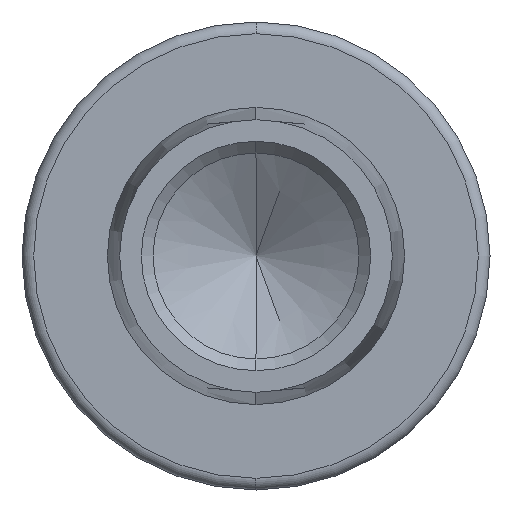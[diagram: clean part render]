
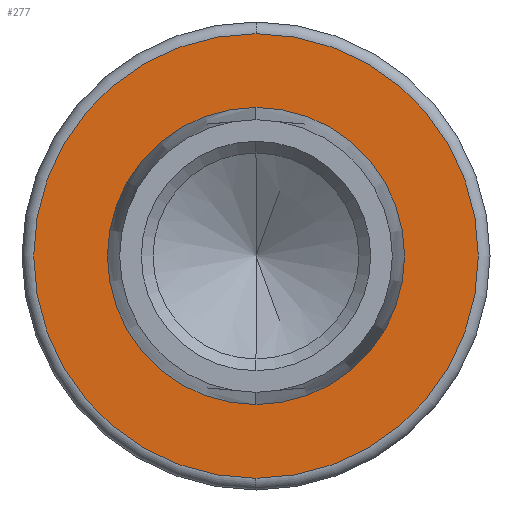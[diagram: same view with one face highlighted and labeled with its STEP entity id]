
A CAD part, left-side view. The second image highlights one B-rep face of the part: STEP entity #277.
In plain terms, the highlighted planar face has unit normal (-1, 0, 0).
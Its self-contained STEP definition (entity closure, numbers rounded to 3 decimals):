
#11 = CARTESIAN_POINT ( 'NONE',  ( 32., 0., 4.75 ) ) ;
#34 = DIRECTION ( 'NONE',  ( 0., 0., -1. ) ) ;
#48 = CARTESIAN_POINT ( 'NONE',  ( 32., 0., 0. ) ) ;
#87 = DIRECTION ( 'NONE',  ( 0., 0., 1. ) ) ;
#122 = CARTESIAN_POINT ( 'NONE',  ( 32., 0., 0. ) ) ;
#136 = EDGE_CURVE ( 'NONE', #579, #343, #506, .T. ) ;
#147 = EDGE_CURVE ( 'NONE', #343, #579, #292, .T. ) ;
#153 = CIRCLE ( 'NONE', #162, 3.175 ) ;
#160 = DIRECTION ( 'NONE',  ( -1., 0., 0. ) ) ;
#162 = AXIS2_PLACEMENT_3D ( 'NONE', #48, #233, #34 ) ;
#179 = DIRECTION ( 'NONE',  ( 1., 0., 0. ) ) ;
#233 = DIRECTION ( 'NONE',  ( 1., 0., 0. ) ) ;
#254 = DIRECTION ( 'NONE',  ( 0., 0., -1. ) ) ;
#255 = CARTESIAN_POINT ( 'NONE',  ( 32., 0., 0. ) ) ;
#271 = AXIS2_PLACEMENT_3D ( 'NONE', #255, #160, #583 ) ;
#277 = ADVANCED_FACE ( 'NONE', ( #519, #466 ), #462, .T. ) ;
#292 = CIRCLE ( 'NONE', #406, 4.75 ) ;
#309 = DIRECTION ( 'NONE',  ( -1., 0., 0. ) ) ;
#318 = EDGE_CURVE ( 'NONE', #470, #587, #153, .T. ) ;
#323 = ORIENTED_EDGE ( 'NONE', *, *, #318, .T. ) ;
#343 = VERTEX_POINT ( 'NONE', #11 ) ;
#372 = CIRCLE ( 'NONE', #438, 3.175 ) ;
#377 = EDGE_LOOP ( 'NONE', ( #476, #323 ) ) ;
#381 = EDGE_LOOP ( 'NONE', ( #527, #523 ) ) ;
#402 = CARTESIAN_POINT ( 'NONE',  ( 32., 0., -4.75 ) ) ;
#406 = AXIS2_PLACEMENT_3D ( 'NONE', #122, #309, #500 ) ;
#412 = CARTESIAN_POINT ( 'NONE',  ( 32., 0., 0. ) ) ;
#438 = AXIS2_PLACEMENT_3D ( 'NONE', #412, #179, #254 ) ;
#462 = PLANE ( 'NONE',  #604 ) ;
#466 = FACE_BOUND ( 'NONE', #377, .T. ) ;
#470 = VERTEX_POINT ( 'NONE', #522 ) ;
#476 = ORIENTED_EDGE ( 'NONE', *, *, #549, .T. ) ;
#500 = DIRECTION ( 'NONE',  ( 0., 0., 1. ) ) ;
#506 = CIRCLE ( 'NONE', #271, 4.75 ) ;
#509 = CARTESIAN_POINT ( 'NONE',  ( 32., 3.175, 0. ) ) ;
#519 = FACE_OUTER_BOUND ( 'NONE', #381, .T. ) ;
#522 = CARTESIAN_POINT ( 'NONE',  ( 32., 0., 3.175 ) ) ;
#523 = ORIENTED_EDGE ( 'NONE', *, *, #136, .T. ) ;
#527 = ORIENTED_EDGE ( 'NONE', *, *, #147, .T. ) ;
#549 = EDGE_CURVE ( 'NONE', #587, #470, #372, .T. ) ;
#565 = DIRECTION ( 'NONE',  ( -1., 0., 0. ) ) ;
#579 = VERTEX_POINT ( 'NONE', #402 ) ;
#583 = DIRECTION ( 'NONE',  ( 0., 0., 1. ) ) ;
#587 = VERTEX_POINT ( 'NONE', #601 ) ;
#601 = CARTESIAN_POINT ( 'NONE',  ( 32., 0., -3.175 ) ) ;
#604 = AXIS2_PLACEMENT_3D ( 'NONE', #509, #565, #87 ) ;
